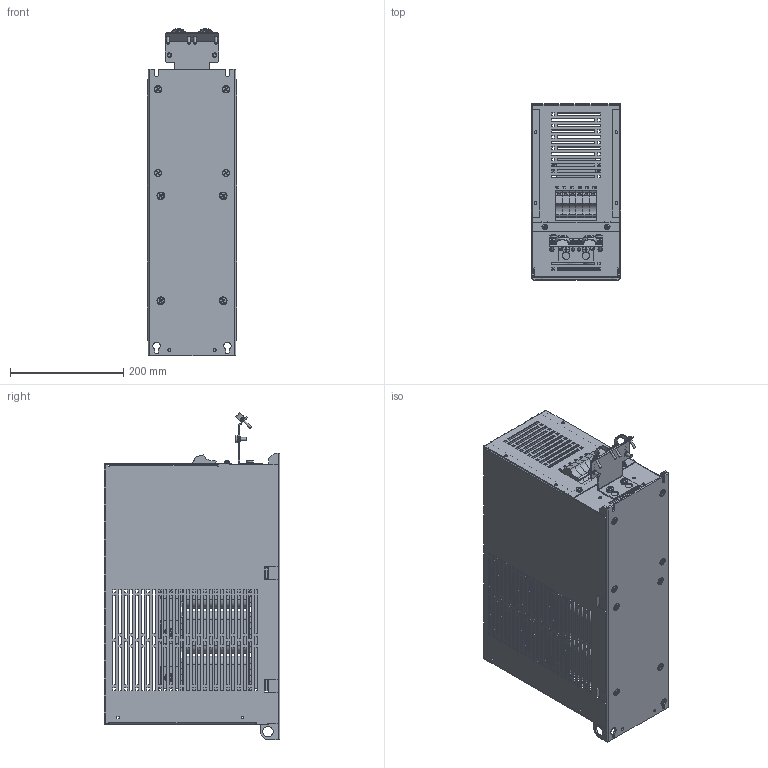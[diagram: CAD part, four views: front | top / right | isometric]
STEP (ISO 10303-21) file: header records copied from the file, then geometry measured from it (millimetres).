
FILE_DESCRIPTION (( 'STEP AP214' ), '1' );
FILE_NAME ('130B4113.STEP', '2015-02-12T11:40:06', ( 'EDV' ), ( 'Microsoft' ), 'SwSTEP 2.0', 'SolidWorks 2014', '' );
FILE_SCHEMA (( 'AUTOMOTIVE_DESIGN' ));
Length unit declared in the file: millimetre
Products named in the file (31): #060-0434; M5x10-DIN7985; #050-0972; M6x16-DIN7985; #040-1306_Gewindet》e M6; countersunk flat head cross recess screw_din_ISO 7046-1 - M6 x 10 - Z --- 10N; #040-1307_Gewindet》e M6 und M8; pan head cross collar screw_din_DIN 967 - M4 x 20 - Z --- 18.6N; TS35x72; plain washer large_din_Washer DIN 9021 - 10.5; D57a; #050-0935; U6DIN125; hex nut style 1 gradeab_din_Hexagon Nut ISO 4032 - M8 - D - N; 130B4113; M8x90-DIN84; plain washer grade a_din_Washer DIN 125 - A 8.4; Isolierbuchse M8_M05; +1095-0158; hex nut style 2 gradeab_din_Hexagon Nut ISO 4033 - M5 - D - N; Kern f黵 B 1002050; pan head cross recess screw_din_ISO 7045 - M5 x 10 - Z --- 10N; UI120-71oD; curved spring lock washer_din_Spring washer DIN 128 - A5; Wickel 3UI 120_71; plain washer grade a_din_Washer DIN 125 - A 5.3; WDU 16N beige +2210-0079; +3810-0126; U5DIN127; #020-1864; U5DIN125
Assembly tree (98 placements, depth 2):
  130B4113
    #050-0935
    D57a  x6
    TS35x72
    #040-1307_Gewindet》e M6 und M8
    #040-1306_Gewindet》e M6
    #050-0972
    #060-0434
    #020-1864
    +3810-0126  x3
    WDU 16N beige +2210-0079  x6
    Wickel 3UI 120_71  x3
    UI120-71oD  x3
    Kern f黵 B 1002050
    +1095-0158  x2
    Isolierbuchse M8_M05  x9
    plain washer grade a_din_Washer DIN 125 - A 8.4  x9
    M8x90-DIN84  x6
    hex nut style 1 gradeab_din_Hexagon Nut ISO 4032 - M8 - D - N  x3
    U6DIN125  x4
    plain washer large_din_Washer DIN 9021 - 10.5  x6
    pan head cross collar screw_din_DIN 967 - M4 x 20 - Z --- 18.6N  x4
    countersunk flat head cross recess screw_din_ISO 7046-1 - M6 x 10 - Z --- 10N  x8
    M6x16-DIN7985  x4
    M5x10-DIN7985  x2
    U5DIN125  x2
    U5DIN127  x2
    plain washer grade a_din_Washer DIN 125 - A 5.3  x2
    curved spring lock washer_din_Spring washer DIN 128 - A5  x2
    pan head cross recess screw_din_ISO 7045 - M5 x 10 - Z --- 10N  x2
    hex nut style 2 gradeab_din_Hexagon Nut ISO 4033 - M5 - D - N  x2
Bounding box: 158 x 310 x 577.13 mm (x, y, z)
Volume: 5798147.9 mm3; surface area: 2095302.4 mm2
Topology: 100 solids, 100 shells, 5541 faces, 14214 edges, 8839 vertices
Faces by surface type: plane 3788, cylinder 1194, torus 314, cone 153, bspline 80, sphere 12
Full cylindrical faces by diameter (mm): 3 x24, 3.7 x4, 4 x4, 4.2 x2, 4.5 x4, 4.6 x8, 5 x14, 5.3 x2, 5.5 x18, 5.7 x12, 5.8 x6, 6 x15, 6.5 x4, 6.8 x6, 6.95 x4, 7 x4, 7.15 x4, 7.5 x4, 8 x19, 8.2 x9, 8.4 x9, 8.5 x8, 9.5 x2, 9.9 x9, 10 x10, 10.5 x9, 11 x9, 11.3 x8, 11.8 x4, 12 x10
Entity records: 113978 total; most frequent: CARTESIAN_POINT 21807, ORIENTED_EDGE 18738, DIRECTION 17882, EDGE_CURVE 9369, LINE 7770, VECTOR 7770, VERTEX_POINT 5933, AXIS2_PLACEMENT_3D 5056
